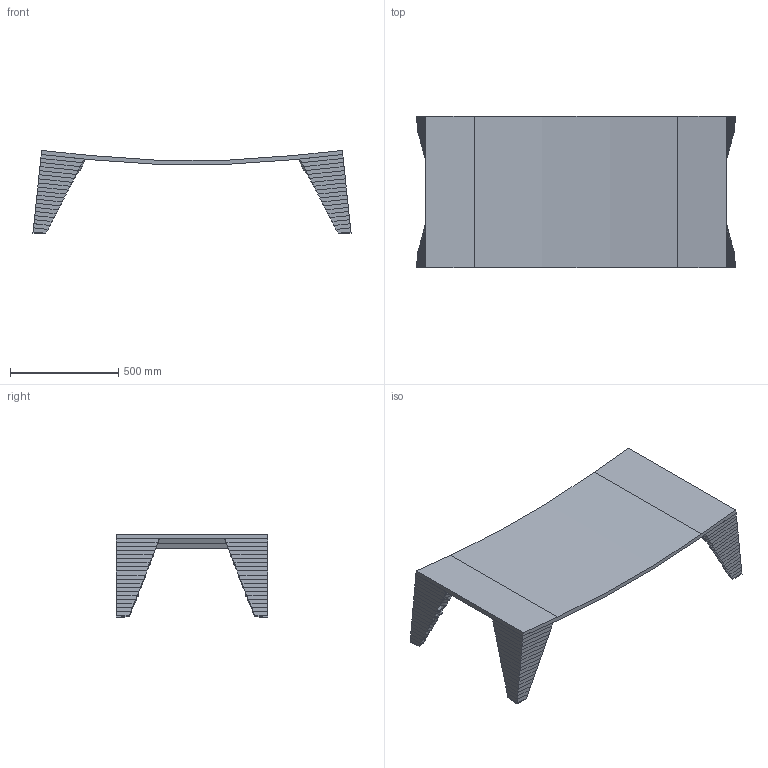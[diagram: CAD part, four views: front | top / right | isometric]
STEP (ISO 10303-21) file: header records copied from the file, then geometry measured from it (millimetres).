
FILE_DESCRIPTION(/* description */ (''),/* implementation_level */ '2;1');
FILE_NAME(/* name */ '050 - Atlas 148x70',/* time_stamp */ '2010-11-03T15:18:41+01:00',/* author */ (''),/* organization */ (''),/* preprocessor_version */ 'ST-DEVELOPER v10',/* originating_system */ '',/* authorisation */ '');
FILE_SCHEMA (('CONFIG_CONTROL_DESIGN'));
Length unit declared in the file: centimetre
Products named in the file (1): 1
Bounding box: 1470.49 x 700 x 384.55 mm (x, y, z)
Volume: 39888497.4 mm3; surface area: 5016587.9 mm2
Topology: 81 solids, 81 shells, 406 faces, 736 edges, 488 vertices
Faces by surface type: bspline 234, plane 172
Entity records: 14202 total; most frequent: CARTESIAN_POINT 8590, ORIENTED_EDGE 1464, EDGE_CURVE 732, B_SPLINE_CURVE_WITH_KNOTS 714, VERTEX_POINT 488, ADVANCED_FACE 406, FACE_OUTER_BOUND 406, EDGE_LOOP 406
